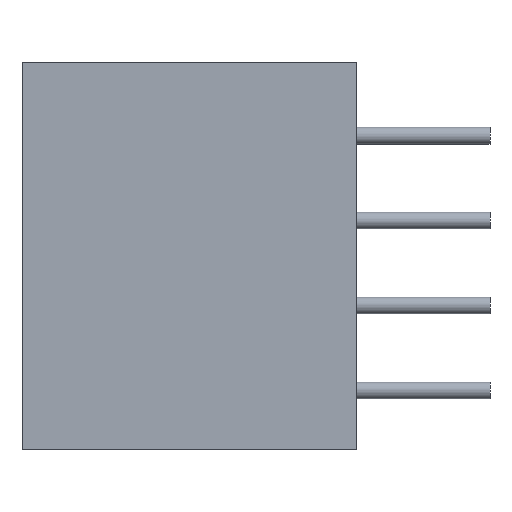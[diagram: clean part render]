
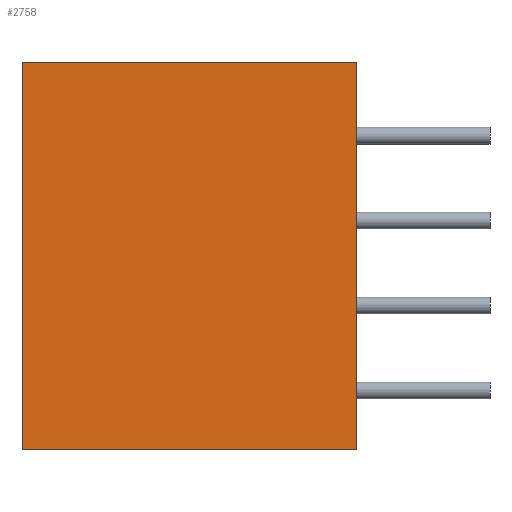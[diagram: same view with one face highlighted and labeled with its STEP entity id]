
A CAD part, front view. The second image highlights one B-rep face of the part: STEP entity #2758.
In plain terms, the highlighted planar face has unit normal (0, -1, 0).
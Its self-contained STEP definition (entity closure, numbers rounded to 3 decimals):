
#117 = EDGE_CURVE ( 'NONE', #8349, #8055, #1131, .T. ) ;
#219 = ORIENTED_EDGE ( 'NONE', *, *, #3892, .T. ) ;
#762 = CARTESIAN_POINT ( 'NONE',  ( 10., 0., 0. ) ) ;
#1131 = LINE ( 'NONE', #3998, #6097 ) ;
#1156 = VECTOR ( 'NONE', #5181, 1000. ) ;
#1569 = VERTEX_POINT ( 'NONE', #762 ) ;
#1614 = CARTESIAN_POINT ( 'NONE',  ( 10., 0., 0. ) ) ;
#1812 = VERTEX_POINT ( 'NONE', #5504 ) ;
#2758 = ADVANCED_FACE ( 'NONE', ( #8136 ), #8756, .F. ) ;
#3390 = CARTESIAN_POINT ( 'NONE',  ( 0., 0., 0. ) ) ;
#3892 = EDGE_CURVE ( 'NONE', #1569, #8349, #4526, .T. ) ;
#3998 = CARTESIAN_POINT ( 'NONE',  ( 0., 0., 0. ) ) ;
#4262 = CARTESIAN_POINT ( 'NONE',  ( 10., 0., -11.6 ) ) ;
#4389 = ORIENTED_EDGE ( 'NONE', *, *, #117, .T. ) ;
#4471 = DIRECTION ( 'NONE',  ( 0., 1., 0. ) ) ;
#4526 = LINE ( 'NONE', #7355, #1156 ) ;
#4599 = AXIS2_PLACEMENT_3D ( 'NONE', #1614, #4471, #7434 ) ;
#4845 = EDGE_LOOP ( 'NONE', ( #4389, #6959, #8678, #219 ) ) ;
#5181 = DIRECTION ( 'NONE',  ( -1., 0., 0. ) ) ;
#5504 = CARTESIAN_POINT ( 'NONE',  ( 10., 0., -11.6 ) ) ;
#5682 = LINE ( 'NONE', #7181, #8065 ) ;
#5770 = CARTESIAN_POINT ( 'NONE',  ( 0., 0., -11.6 ) ) ;
#6013 = EDGE_CURVE ( 'NONE', #1812, #8055, #7196, .T. ) ;
#6097 = VECTOR ( 'NONE', #8308, 1000. ) ;
#6653 = EDGE_CURVE ( 'NONE', #1569, #1812, #5682, .T. ) ;
#6959 = ORIENTED_EDGE ( 'NONE', *, *, #6013, .F. ) ;
#7094 = DIRECTION ( 'NONE',  ( -1., 0., 0. ) ) ;
#7181 = CARTESIAN_POINT ( 'NONE',  ( 10., 0., 0. ) ) ;
#7196 = LINE ( 'NONE', #4262, #7599 ) ;
#7355 = CARTESIAN_POINT ( 'NONE',  ( 10., 0., 0. ) ) ;
#7434 = DIRECTION ( 'NONE',  ( 0., 0., 1. ) ) ;
#7599 = VECTOR ( 'NONE', #7094, 1000. ) ;
#8055 = VERTEX_POINT ( 'NONE', #5770 ) ;
#8065 = VECTOR ( 'NONE', #8528, 1000. ) ;
#8136 = FACE_OUTER_BOUND ( 'NONE', #4845, .T. ) ;
#8308 = DIRECTION ( 'NONE',  ( 0., 0., -1. ) ) ;
#8349 = VERTEX_POINT ( 'NONE', #3390 ) ;
#8528 = DIRECTION ( 'NONE',  ( 0., 0., -1. ) ) ;
#8678 = ORIENTED_EDGE ( 'NONE', *, *, #6653, .F. ) ;
#8756 = PLANE ( 'NONE',  #4599 ) ;
